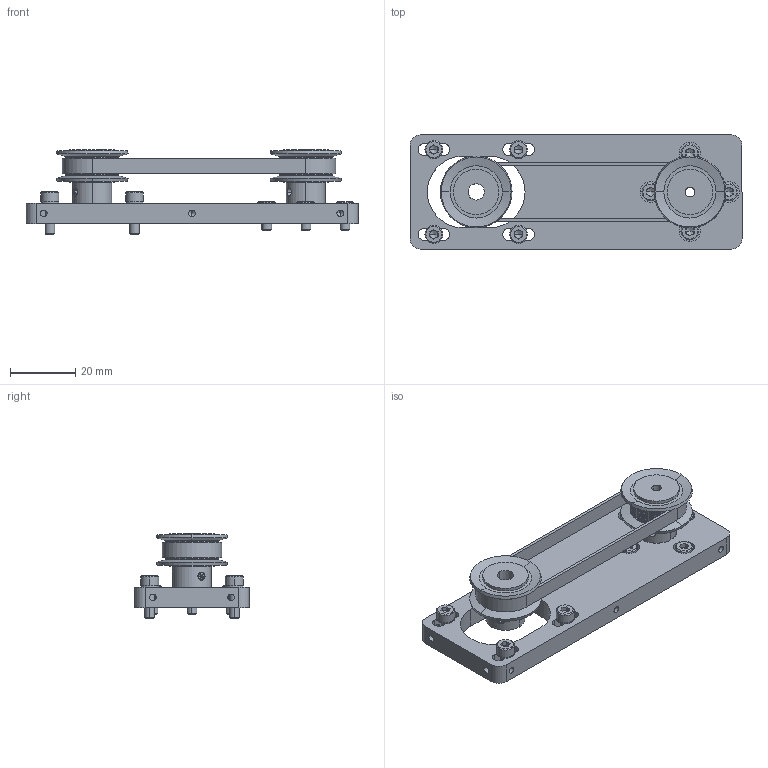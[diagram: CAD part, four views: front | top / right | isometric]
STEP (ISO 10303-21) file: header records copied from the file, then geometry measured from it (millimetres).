
FILE_DESCRIPTION (( 'STEP AP203' ), '1' );
FILE_NAME ('LAHP-N14-25WRPBKT.step', '2020-12-14T12:23:13', ( '' ), ( '' ), 'SwSTEP 2.0', 'SolidWorks 2019', '' );
FILE_SCHEMA (( 'CONFIG_CONTROL_DESIGN' ));
Length unit declared in the file: inch
Products named in the file (1): LAHP-N14-25WRPBKT
Bounding box: 102 x 35.05 x 25.91 mm (x, y, z)
Volume: 24197.7 mm3; surface area: 17689.2 mm2
Topology: 24 solids, 24 shells, 1079 faces, 2674 edges, 1639 vertices
Faces by surface type: cylinder 516, plane 436, cone 111, bspline 16
Entity records: 33039 total; most frequent: CARTESIAN_POINT 6547, DIRECTION 6034, ORIENTED_EDGE 5276, EDGE_CURVE 2638, AXIS2_PLACEMENT_3D 2376, VERTEX_POINT 1639, CIRCLE 1312, LINE 1282
